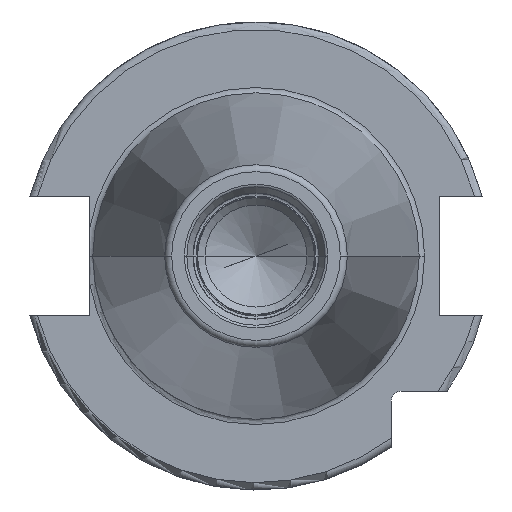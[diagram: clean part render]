
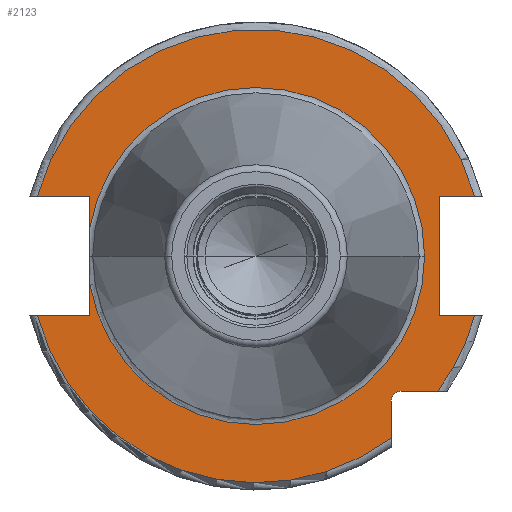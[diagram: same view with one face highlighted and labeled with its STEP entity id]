
A CAD part, left-side view. The second image highlights one B-rep face of the part: STEP entity #2123.
In plain terms, the highlighted planar face has unit normal (-1, 0, 0).
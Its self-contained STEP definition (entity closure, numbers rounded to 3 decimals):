
#117=CARTESIAN_POINT('',(3.2,0.,0.));
#118=DIRECTION('',(-1.,0.,0.));
#119=DIRECTION('',(0.,0.986,-0.168));
#120=AXIS2_PLACEMENT_3D('',#117,#118,#119);
#470=DIRECTION('',(0.,-1.,0.));
#471=VECTOR('',#470,4.99);
#472=CARTESIAN_POINT('',(3.2,-19.7,-18.35));
#473=LINE('',#472,#471);
#474=DIRECTION('',(0.,0.,1.));
#475=VECTOR('',#474,4.99);
#476=CARTESIAN_POINT('',(3.2,-18.35,-24.69));
#477=LINE('',#476,#475);
#478=CARTESIAN_POINT('',(3.2,0.,0.));
#479=DIRECTION('',(-1.,0.,0.));
#480=DIRECTION('',(0.,0.965,-0.263));
#481=AXIS2_PLACEMENT_3D('',#478,#479,#480);
#483=DIRECTION('',(0.,-1.,0.));
#484=VECTOR('',#483,7.127);
#485=CARTESIAN_POINT('',(3.2,29.677,-8.1));
#486=LINE('',#485,#484);
#487=DIRECTION('',(0.,0.,-1.));
#488=VECTOR('',#487,4.258);
#489=CARTESIAN_POINT('',(3.2,22.55,-3.842));
#490=LINE('',#489,#488);
#491=DIRECTION('',(0.,0.,-1.));
#492=VECTOR('',#491,4.258);
#493=CARTESIAN_POINT('',(3.2,22.55,8.1));
#494=LINE('',#493,#492);
#495=DIRECTION('',(0.,-1.,0.));
#496=VECTOR('',#495,7.127);
#497=CARTESIAN_POINT('',(3.2,29.677,8.1));
#498=LINE('',#497,#496);
#499=CARTESIAN_POINT('',(3.2,0.,0.));
#500=DIRECTION('',(1.,0.,0.));
#501=DIRECTION('',(0.,0.965,0.263));
#502=AXIS2_PLACEMENT_3D('',#499,#500,#501);
#504=DIRECTION('',(0.,1.,0.));
#505=VECTOR('',#504,4.827);
#506=CARTESIAN_POINT('',(3.2,-29.677,8.1));
#507=LINE('',#506,#505);
#508=DIRECTION('',(0.,0.,1.));
#509=VECTOR('',#508,16.2);
#510=CARTESIAN_POINT('',(3.2,-24.85,-8.1));
#511=LINE('',#510,#509);
#512=DIRECTION('',(0.,1.,0.));
#513=VECTOR('',#512,4.827);
#514=CARTESIAN_POINT('',(3.2,-29.677,-8.1));
#515=LINE('',#514,#513);
#516=CARTESIAN_POINT('',(3.2,0.,0.));
#517=DIRECTION('',(-1.,0.,0.));
#518=DIRECTION('',(0.,-0.803,-0.597));
#519=AXIS2_PLACEMENT_3D('',#516,#517,#518);
#530=CARTESIAN_POINT('',(3.2,-19.7,-19.7));
#531=DIRECTION('',(1.,0.,0.));
#532=DIRECTION('',(0.,1.,0.));
#533=AXIS2_PLACEMENT_3D('',#530,#531,#532);
#866=CARTESIAN_POINT('',(3.2,0.,0.));
#867=DIRECTION('',(1.,0.,0.));
#868=DIRECTION('',(0.,0.986,0.168));
#869=AXIS2_PLACEMENT_3D('',#866,#867,#868);
#1276=CARTESIAN_POINT('',(3.2,-22.875,0.));
#1278=VERTEX_POINT('',#1276);
#1426=CARTESIAN_POINT('',(3.2,29.677,8.1));
#1427=CARTESIAN_POINT('',(3.2,22.55,8.1));
#1428=VERTEX_POINT('',#1426);
#1429=VERTEX_POINT('',#1427);
#1430=CARTESIAN_POINT('',(3.2,22.55,3.842));
#1431=VERTEX_POINT('',#1430);
#1432=CARTESIAN_POINT('',(3.2,22.55,-3.842));
#1433=CARTESIAN_POINT('',(3.2,22.55,-8.1));
#1434=VERTEX_POINT('',#1432);
#1435=VERTEX_POINT('',#1433);
#1436=CARTESIAN_POINT('',(3.2,29.677,-8.1));
#1437=VERTEX_POINT('',#1436);
#1438=CARTESIAN_POINT('',(3.2,-29.677,-8.1));
#1439=CARTESIAN_POINT('',(3.2,-24.85,-8.1));
#1440=VERTEX_POINT('',#1438);
#1441=VERTEX_POINT('',#1439);
#1442=CARTESIAN_POINT('',(3.2,-24.85,8.1));
#1443=VERTEX_POINT('',#1442);
#1444=CARTESIAN_POINT('',(3.2,-29.677,8.1));
#1445=VERTEX_POINT('',#1444);
#1469=CARTESIAN_POINT('',(3.2,-18.35,-24.69));
#1470=VERTEX_POINT('',#1469);
#1477=CARTESIAN_POINT('',(3.2,-19.7,-18.35));
#1478=CARTESIAN_POINT('',(3.2,-24.69,-18.35));
#1479=VERTEX_POINT('',#1477);
#1480=VERTEX_POINT('',#1478);
#1481=CARTESIAN_POINT('',(3.2,-18.35,-19.7));
#1482=VERTEX_POINT('',#1481);
#2094=CARTESIAN_POINT('',(3.2,0.,0.));
#2095=DIRECTION('',(1.,0.,0.));
#2096=DIRECTION('',(0.,-1.,0.));
#2097=AXIS2_PLACEMENT_3D('',#2094,#2095,#2096);
#2098=PLANE('',#2097);
#2100=ORIENTED_EDGE('',*,*,#2099,.F.);
#2102=ORIENTED_EDGE('',*,*,#2101,.F.);
#2103=ORIENTED_EDGE('',*,*,#1765,.F.);
#2105=ORIENTED_EDGE('',*,*,#2104,.F.);
#2106=ORIENTED_EDGE('',*,*,#1823,.T.);
#2107=ORIENTED_EDGE('',*,*,#1693,.F.);
#2108=ORIENTED_EDGE('',*,*,#1674,.T.);
#2110=ORIENTED_EDGE('',*,*,#2109,.F.);
#2111=ORIENTED_EDGE('',*,*,#1688,.F.);
#2112=ORIENTED_EDGE('',*,*,#1892,.F.);
#2113=ORIENTED_EDGE('',*,*,#2089,.T.);
#2114=ORIENTED_EDGE('',*,*,#1950,.T.);
#2116=ORIENTED_EDGE('',*,*,#2115,.F.);
#2118=ORIENTED_EDGE('',*,*,#2117,.F.);
#2120=ORIENTED_EDGE('',*,*,#2119,.F.);
#2121=EDGE_LOOP('',(#2100,#2102,#2103,#2105,#2106,#2107,#2108,#2110,#2111,#2112,
#2113,#2114,#2116,#2118,#2120));
#2122=FACE_OUTER_BOUND('',#2121,.F.);
#2123=ADVANCED_FACE('',(#2122),#2098,.F.);
#121=CIRCLE('',#120,22.875);
#482=CIRCLE('',#481,30.763);
#503=CIRCLE('',#502,30.763);
#520=CIRCLE('',#519,30.763);
#534=CIRCLE('',#533,1.35);
#870=CIRCLE('',#869,22.875);
#1674=EDGE_CURVE('',#1434,#1278,#121,.T.);
#1688=EDGE_CURVE('',#1429,#1431,#494,.T.);
#1693=EDGE_CURVE('',#1434,#1435,#490,.T.);
#1765=EDGE_CURVE('',#1470,#1482,#477,.T.);
#1823=EDGE_CURVE('',#1437,#1435,#486,.T.);
#1892=EDGE_CURVE('',#1428,#1429,#498,.T.);
#1950=EDGE_CURVE('',#1445,#1443,#507,.T.);
#2089=EDGE_CURVE('',#1428,#1445,#503,.T.);
#2099=EDGE_CURVE('',#1479,#1480,#473,.T.);
#2101=EDGE_CURVE('',#1482,#1479,#534,.T.);
#2104=EDGE_CURVE('',#1437,#1470,#482,.T.);
#2109=EDGE_CURVE('',#1431,#1278,#870,.T.);
#2115=EDGE_CURVE('',#1441,#1443,#511,.T.);
#2117=EDGE_CURVE('',#1440,#1441,#515,.T.);
#2119=EDGE_CURVE('',#1480,#1440,#520,.T.);
